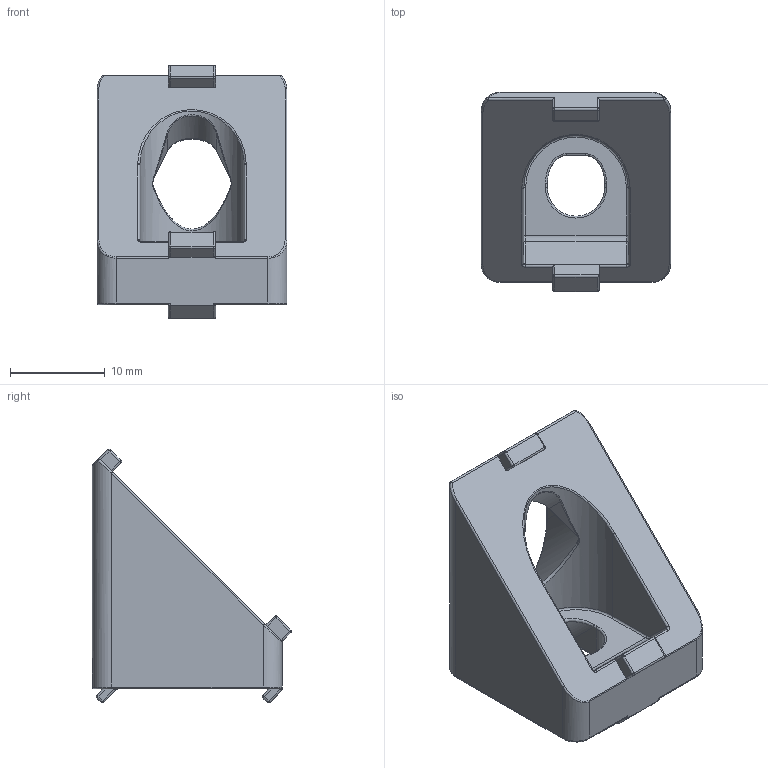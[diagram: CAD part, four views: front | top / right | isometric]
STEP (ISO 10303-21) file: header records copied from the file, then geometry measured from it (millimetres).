
FILE_DESCRIPTION(/* description */ (''),/* implementation_level */ '2;1');
FILE_NAME(/* name */ '302020.stp',/* time_stamp */ '2018-08-11T13:34:38+02:00',/* author */ ('Turek'),/* organization */ ('Alutec K&K'),/* preprocessor_version */ 'ST-DEVELOPER v16.1',/* originating_system */ 'Autodesk Inventor 2016',/* authorisation */ '');
FILE_SCHEMA (('AUTOMOTIVE_DESIGN { 1 0 10303 214 3 1 1 }'));
Length unit declared in the file: millimetre
Products named in the file (1): 302020
Bounding box: 20 x 20.98 x 26.75 mm (x, y, z)
Volume: 3895.1 mm3; surface area: 2676 mm2
Topology: 1 solids, 1 shells, 222 faces, 505 edges, 288 vertices
Faces by surface type: cylinder 97, plane 48, bspline 38, sphere 25, torus 14
Entity records: 7363 total; most frequent: CARTESIAN_POINT 2408, DIRECTION 1078, ORIENTED_EDGE 1010, EDGE_CURVE 505, AXIS2_PLACEMENT_3D 431, VERTEX_POINT 288, EDGE_LOOP 229, FACE_OUTER_BOUND 222
